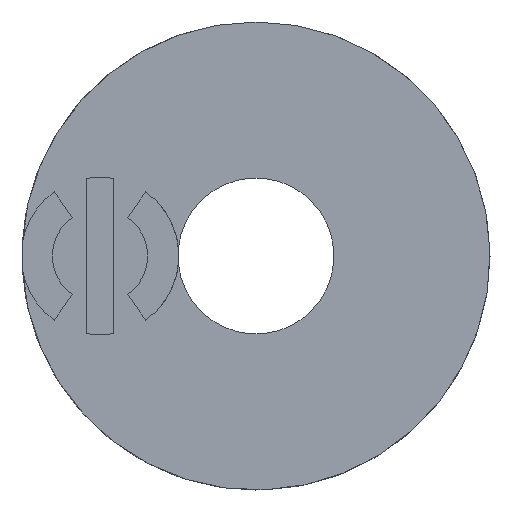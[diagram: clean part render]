
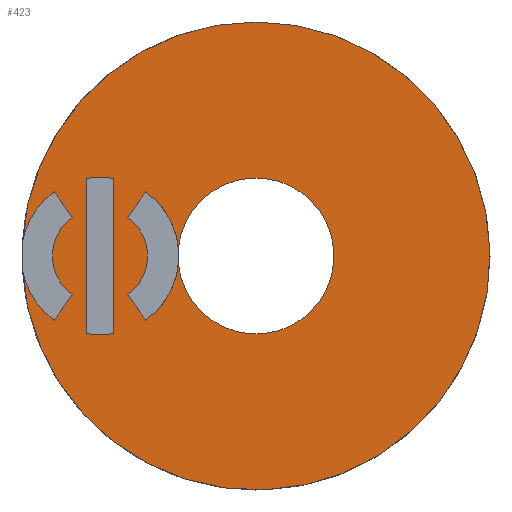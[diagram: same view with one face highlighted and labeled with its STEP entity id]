
A CAD part, front view. The second image highlights one B-rep face of the part: STEP entity #423.
In plain terms, the highlighted planar face has unit normal (0, -1, 0).
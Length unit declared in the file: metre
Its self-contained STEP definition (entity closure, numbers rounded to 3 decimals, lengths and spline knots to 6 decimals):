
#37=LINE('',#670,#67);
#38=LINE('',#674,#68);
#39=LINE('',#677,#69);
#40=LINE('',#682,#70);
#41=LINE('',#687,#71);
#42=LINE('',#691,#72);
#67=VECTOR('',#539,1.);
#68=VECTOR('',#542,1.);
#69=VECTOR('',#545,1.);
#70=VECTOR('',#548,1.);
#71=VECTOR('',#553,1.);
#72=VECTOR('',#556,1.);
#107=ORIENTED_EDGE('',*,*,#226,.F.);
#108=ORIENTED_EDGE('',*,*,#227,.F.);
#109=ORIENTED_EDGE('',*,*,#228,.T.);
#110=ORIENTED_EDGE('',*,*,#229,.T.);
#111=ORIENTED_EDGE('',*,*,#230,.F.);
#112=ORIENTED_EDGE('',*,*,#231,.F.);
#113=ORIENTED_EDGE('',*,*,#232,.F.);
#114=ORIENTED_EDGE('',*,*,#233,.F.);
#115=ORIENTED_EDGE('',*,*,#234,.T.);
#116=ORIENTED_EDGE('',*,*,#235,.F.);
#117=ORIENTED_EDGE('',*,*,#236,.F.);
#118=ORIENTED_EDGE('',*,*,#223,.F.);
#119=ORIENTED_EDGE('',*,*,#237,.T.);
#120=ORIENTED_EDGE('',*,*,#238,.T.);
#121=ORIENTED_EDGE('',*,*,#239,.F.);
#122=ORIENTED_EDGE('',*,*,#240,.F.);
#223=EDGE_CURVE('',#282,#283,#321,.T.);
#226=EDGE_CURVE('',#285,#286,#322,.T.);
#227=EDGE_CURVE('',#287,#285,#323,.T.);
#228=EDGE_CURVE('',#287,#288,#37,.T.);
#229=EDGE_CURVE('',#288,#289,#324,.T.);
#230=EDGE_CURVE('',#290,#289,#38,.T.);
#231=EDGE_CURVE('',#286,#290,#325,.T.);
#232=EDGE_CURVE('',#291,#292,#39,.T.);
#233=EDGE_CURVE('',#293,#291,#326,.T.);
#234=EDGE_CURVE('',#293,#294,#40,.T.);
#235=EDGE_CURVE('',#292,#294,#327,.T.);
#236=EDGE_CURVE('',#283,#295,#328,.F.);
#237=EDGE_CURVE('',#282,#296,#41,.T.);
#238=EDGE_CURVE('',#296,#297,#329,.T.);
#239=EDGE_CURVE('',#298,#297,#42,.T.);
#240=EDGE_CURVE('',#295,#298,#330,.T.);
#282=VERTEX_POINT('',#655);
#283=VERTEX_POINT('',#657);
#285=VERTEX_POINT('',#666);
#286=VERTEX_POINT('',#667);
#287=VERTEX_POINT('',#669);
#288=VERTEX_POINT('',#671);
#289=VERTEX_POINT('',#673);
#290=VERTEX_POINT('',#675);
#291=VERTEX_POINT('',#678);
#292=VERTEX_POINT('',#679);
#293=VERTEX_POINT('',#681);
#294=VERTEX_POINT('',#683);
#295=VERTEX_POINT('',#686);
#296=VERTEX_POINT('',#688);
#297=VERTEX_POINT('',#690);
#298=VERTEX_POINT('',#692);
#321=CIRCLE('',#467,0.00505);
#322=CIRCLE('',#469,0.005);
#323=CIRCLE('',#470,0.00505);
#324=CIRCLE('',#471,0.00305);
#325=CIRCLE('',#472,0.00505);
#326=CIRCLE('',#473,0.00505);
#327=CIRCLE('',#474,0.00505);
#328=CIRCLE('',#475,0.015);
#329=CIRCLE('',#476,0.00305);
#330=CIRCLE('',#477,0.00505);
#341=EDGE_LOOP('',(#107,#108,#109,#110,#111,#112));
#342=EDGE_LOOP('',(#113,#114,#115,#116));
#343=EDGE_LOOP('',(#117,#118,#119,#120,#121,#122));
#377=FACE_BOUND('',#341,.T.);
#378=FACE_BOUND('',#342,.T.);
#379=FACE_BOUND('',#343,.T.);
#411=PLANE('',#468);
#423=ADVANCED_FACE('',(#377,#378,#379),#411,.T.);
#467=AXIS2_PLACEMENT_3D('',#656,#530,#531);
#468=AXIS2_PLACEMENT_3D('',#664,#533,#534);
#469=AXIS2_PLACEMENT_3D('',#665,#535,#536);
#470=AXIS2_PLACEMENT_3D('',#668,#537,#538);
#471=AXIS2_PLACEMENT_3D('',#672,#540,#541);
#472=AXIS2_PLACEMENT_3D('',#676,#543,#544);
#473=AXIS2_PLACEMENT_3D('',#680,#546,#547);
#474=AXIS2_PLACEMENT_3D('',#684,#549,#550);
#475=AXIS2_PLACEMENT_3D('',#685,#551,#552);
#476=AXIS2_PLACEMENT_3D('',#689,#554,#555);
#477=AXIS2_PLACEMENT_3D('',#693,#557,#558);
#530=DIRECTION('',(0.,-1.,0.));
#531=DIRECTION('',(0.,0.,-1.));
#533=DIRECTION('',(0.,-1.,0.));
#534=DIRECTION('',(1.,0.,0.));
#535=DIRECTION('',(0.,-1.,0.));
#536=DIRECTION('',(0.,0.,-1.));
#537=DIRECTION('',(0.,-1.,0.));
#538=DIRECTION('',(0.,0.,-1.));
#539=DIRECTION('',(-0.581,0.,0.814));
#540=DIRECTION('',(0.,-1.,0.));
#541=DIRECTION('',(0.,0.,-1.));
#542=DIRECTION('',(-0.581,0.,-0.814));
#543=DIRECTION('',(0.,-1.,0.));
#544=DIRECTION('',(0.,0.,-1.));
#545=DIRECTION('',(0.,0.,1.));
#546=DIRECTION('',(0.,-1.,0.));
#547=DIRECTION('',(0.,0.,-1.));
#548=DIRECTION('',(0.,0.,1.));
#549=DIRECTION('',(0.,-1.,0.));
#550=DIRECTION('',(0.,0.,-1.));
#551=DIRECTION('',(0.,-1.,0.));
#552=DIRECTION('',(0.,0.,-1.));
#553=DIRECTION('',(0.581,0.,-0.814));
#554=DIRECTION('',(0.,-1.,0.));
#555=DIRECTION('',(0.,0.,-1.));
#556=DIRECTION('',(0.581,0.,0.814));
#557=DIRECTION('',(0.,-1.,0.));
#558=DIRECTION('',(0.,0.,-1.));
#655=CARTESIAN_POINT('',(0.002064,-0.102,0.004109));
#656=CARTESIAN_POINT('',(0.005,-0.102,0.));
#657=CARTESIAN_POINT('',(0.000025,-0.102,0.000868));
#664=CARTESIAN_POINT('',(0.005,-0.102,0.));
#665=CARTESIAN_POINT('',(0.015,-0.102,0.));
#666=CARTESIAN_POINT('',(0.010025,-0.102,-0.000501));
#667=CARTESIAN_POINT('',(0.010025,-0.102,0.000501));
#668=CARTESIAN_POINT('',(0.005,-0.102,0.));
#669=CARTESIAN_POINT('',(0.007936,-0.102,-0.004109));
#670=CARTESIAN_POINT('',(0.007354,-0.102,-0.003295));
#671=CARTESIAN_POINT('',(0.006773,-0.102,-0.002482));
#672=CARTESIAN_POINT('',(0.005,-0.102,0.));
#673=CARTESIAN_POINT('',(0.006773,-0.102,0.002482));
#674=CARTESIAN_POINT('',(0.007354,-0.102,0.003295));
#675=CARTESIAN_POINT('',(0.007936,-0.102,0.004109));
#676=CARTESIAN_POINT('',(0.005,-0.102,0.));
#677=CARTESIAN_POINT('',(0.005875,-0.102,0.));
#678=CARTESIAN_POINT('',(0.005875,-0.102,-0.004974));
#679=CARTESIAN_POINT('',(0.005875,-0.102,0.004974));
#680=CARTESIAN_POINT('',(0.005,-0.102,0.));
#681=CARTESIAN_POINT('',(0.004125,-0.102,-0.004974));
#682=CARTESIAN_POINT('',(0.004125,-0.102,0.));
#683=CARTESIAN_POINT('',(0.004125,-0.102,0.004974));
#684=CARTESIAN_POINT('',(0.005,-0.102,0.));
#685=CARTESIAN_POINT('',(0.015,-0.102,0.));
#686=CARTESIAN_POINT('',(0.000025,-0.102,-0.000868));
#687=CARTESIAN_POINT('',(0.002646,-0.102,0.003295));
#688=CARTESIAN_POINT('',(0.003227,-0.102,0.002482));
#689=CARTESIAN_POINT('',(0.005,-0.102,0.));
#690=CARTESIAN_POINT('',(0.003227,-0.102,-0.002482));
#691=CARTESIAN_POINT('',(0.002646,-0.102,-0.003295));
#692=CARTESIAN_POINT('',(0.002064,-0.102,-0.004109));
#693=CARTESIAN_POINT('',(0.005,-0.102,0.));
